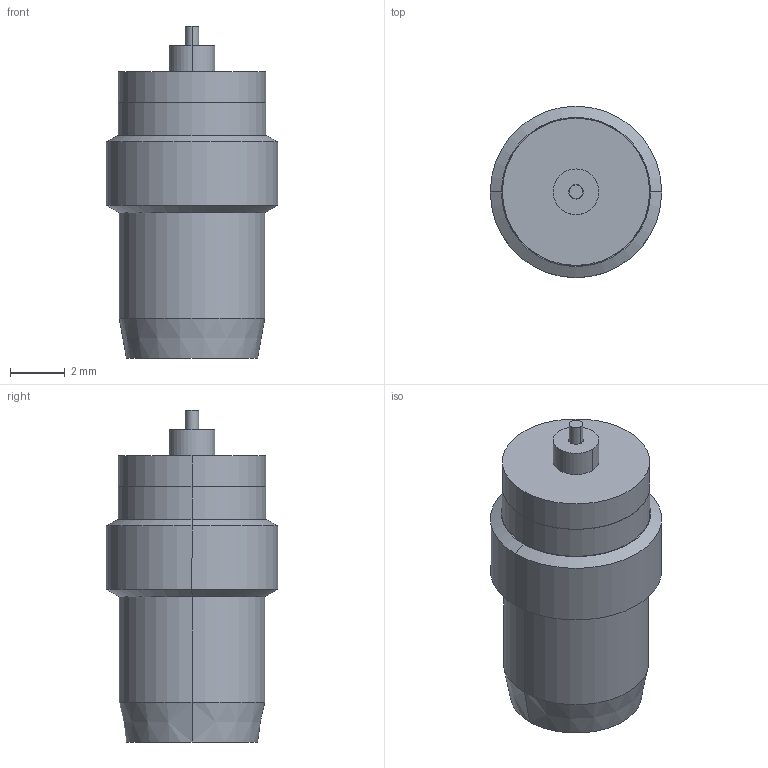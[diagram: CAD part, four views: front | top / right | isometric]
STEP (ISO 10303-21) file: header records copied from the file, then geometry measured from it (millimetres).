
FILE_DESCRIPTION (( 'STEP AP203' ), '1' );
FILE_NAME ('R128.639.000B.STEP', '2014-02-19T09:46:30', ( 'adminradiall' ), ( 'Microsoft' ), 'SwSTEP 2.0', 'SolidWorks 2011', '' );
FILE_SCHEMA (( 'CONFIG_CONTROL_DESIGN' ));
Length unit declared in the file: millimetre
Products named in the file (1): R128.639.000B
Bounding box: 6.26 x 6.26 x 12.12 mm (x, y, z)
Volume: 210.9 mm3; surface area: 292.2 mm2
Topology: 1 solids, 1 shells, 40 faces, 78 edges, 48 vertices
Faces by surface type: cylinder 20, cone 10, plane 10
Entity records: 1111 total; most frequent: DIRECTION 208, CARTESIAN_POINT 167, ORIENTED_EDGE 156, AXIS2_PLACEMENT_3D 89, EDGE_CURVE 78, CIRCLE 48, EDGE_LOOP 48, VERTEX_POINT 48
